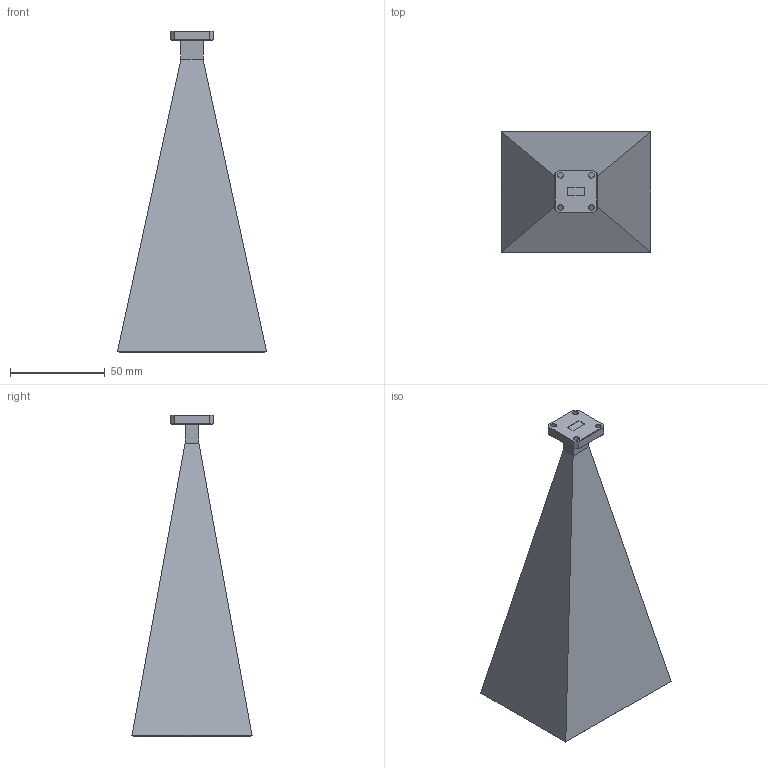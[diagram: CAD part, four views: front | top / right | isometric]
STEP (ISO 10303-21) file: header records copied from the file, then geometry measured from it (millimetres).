
FILE_DESCRIPTION (( 'STEP AP203' ), '1' );
FILE_NAME ('SAZ-2410-34-S1.STEP', '2019-02-07T19:23:53', ( '' ), ( '' ), 'SwSTEP 2.0', 'SolidWorks 2016', '' );
FILE_SCHEMA (( 'CONFIG_CONTROL_DESIGN' ));
Length unit declared in the file: inch
Products named in the file (1): SAZ-2410-34-S1
Bounding box: 78.58 x 63.29 x 169.53 mm (x, y, z)
Volume: 300565.1 mm3; surface area: 32114.7 mm2
Topology: 1 solids, 1 shells, 52 faces, 124 edges, 76 vertices
Faces by surface type: plane 44, cylinder 8
Entity records: 1559 total; most frequent: CARTESIAN_POINT 253, ORIENTED_EDGE 248, DIRECTION 246, EDGE_CURVE 124, VECTOR 108, LINE 108, VERTEX_POINT 76, AXIS2_PLACEMENT_3D 69
